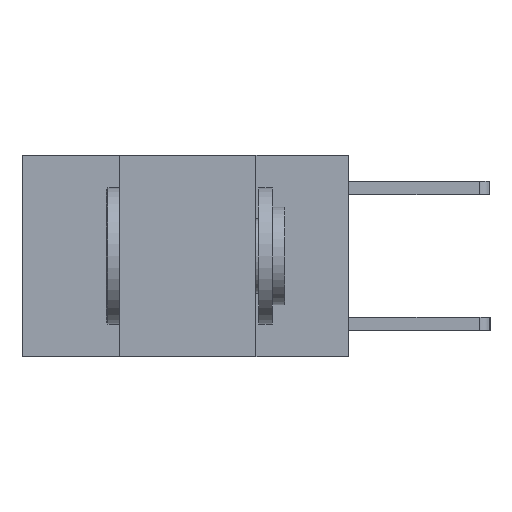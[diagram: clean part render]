
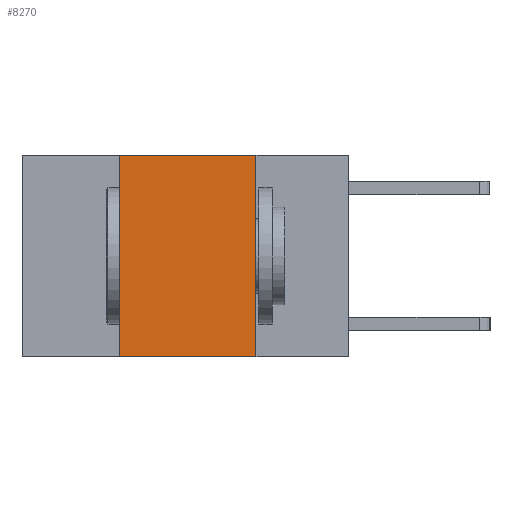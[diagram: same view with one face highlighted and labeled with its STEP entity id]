
A CAD part, left-side view. The second image highlights one B-rep face of the part: STEP entity #8270.
In plain terms, the highlighted planar face has unit normal (-1, 0, 0).
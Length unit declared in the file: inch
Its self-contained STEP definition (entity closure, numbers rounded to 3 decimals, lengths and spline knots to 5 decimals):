
#225 = LINE ( 'NONE', #2677, #3860 ) ;
#438 = LINE ( 'NONE', #9211, #4055 ) ;
#831 = CARTESIAN_POINT ( 'NONE',  ( 0., 0.42, 0. ) ) ;
#887 = EDGE_CURVE ( 'NONE', #7532, #5392, #438, .T. ) ;
#1649 = DIRECTION ( 'NONE',  ( 0., 0., 1. ) ) ;
#1683 = CARTESIAN_POINT ( 'NONE',  ( 0., 0.42, 0. ) ) ;
#1793 = ORIENTED_EDGE ( 'NONE', *, *, #2969, .T. ) ;
#2307 = AXIS2_PLACEMENT_3D ( 'NONE', #6664, #2364, #7384 ) ;
#2364 = DIRECTION ( 'NONE',  ( 1., 0., 0. ) ) ;
#2666 = LINE ( 'NONE', #8767, #8380 ) ;
#2677 = CARTESIAN_POINT ( 'NONE',  ( 0., 0.17, 0. ) ) ;
#2969 = EDGE_CURVE ( 'NONE', #4899, #3342, #2666, .T. ) ;
#3342 = VERTEX_POINT ( 'NONE', #7390 ) ;
#3704 = ORIENTED_EDGE ( 'NONE', *, *, #4859, .F. ) ;
#3860 = VECTOR ( 'NONE', #4921, 39.37008 ) ;
#4034 = CARTESIAN_POINT ( 'NONE',  ( 0., 0.17, 0. ) ) ;
#4055 = VECTOR ( 'NONE', #8207, 39.37008 ) ;
#4519 = EDGE_CURVE ( 'NONE', #4899, #7532, #5102, .T. ) ;
#4859 = EDGE_CURVE ( 'NONE', #5392, #3342, #225, .T. ) ;
#4899 = VERTEX_POINT ( 'NONE', #8062 ) ;
#4921 = DIRECTION ( 'NONE',  ( 0., 0., -1. ) ) ;
#5102 = LINE ( 'NONE', #1683, #7219 ) ;
#5227 = EDGE_LOOP ( 'NONE', ( #3704, #8426, #9311, #1793 ) ) ;
#5392 = VERTEX_POINT ( 'NONE', #4034 ) ;
#5930 = PLANE ( 'NONE',  #2307 ) ;
#6664 = CARTESIAN_POINT ( 'NONE',  ( 0., 0.6, 0. ) ) ;
#7219 = VECTOR ( 'NONE', #1649, 39.37008 ) ;
#7384 = DIRECTION ( 'NONE',  ( 0., 0., -1. ) ) ;
#7390 = CARTESIAN_POINT ( 'NONE',  ( 0., 0.17, -0.37 ) ) ;
#7532 = VERTEX_POINT ( 'NONE', #831 ) ;
#8023 = FACE_OUTER_BOUND ( 'NONE', #5227, .T. ) ;
#8062 = CARTESIAN_POINT ( 'NONE',  ( 0., 0.42, -0.37 ) ) ;
#8207 = DIRECTION ( 'NONE',  ( 0., -1., 0. ) ) ;
#8270 = ADVANCED_FACE ( 'NONE', ( #8023 ), #5930, .F. ) ;
#8380 = VECTOR ( 'NONE', #8899, 39.37008 ) ;
#8426 = ORIENTED_EDGE ( 'NONE', *, *, #887, .F. ) ;
#8767 = CARTESIAN_POINT ( 'NONE',  ( 0., 0.6, -0.37 ) ) ;
#8899 = DIRECTION ( 'NONE',  ( 0., -1., 0. ) ) ;
#9211 = CARTESIAN_POINT ( 'NONE',  ( 0., 0.6, 0. ) ) ;
#9311 = ORIENTED_EDGE ( 'NONE', *, *, #4519, .F. ) ;
